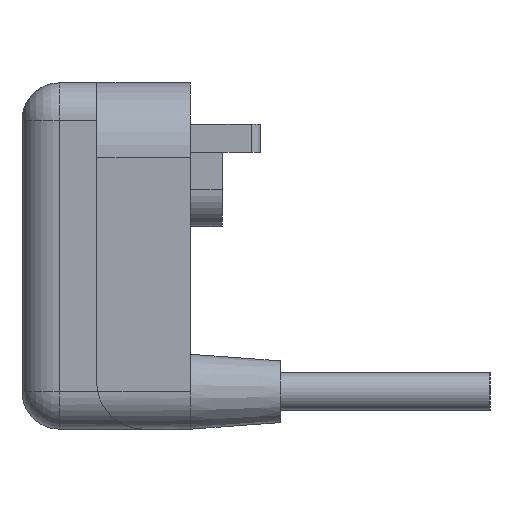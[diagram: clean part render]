
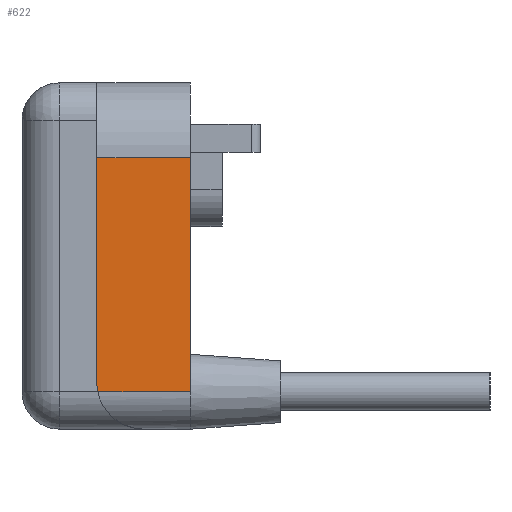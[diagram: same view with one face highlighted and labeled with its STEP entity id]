
A CAD part, left-side view. The second image highlights one B-rep face of the part: STEP entity #622.
In plain terms, the highlighted planar face has unit normal (-1, 0, 0).
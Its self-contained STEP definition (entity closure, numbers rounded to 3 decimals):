
#202 = ORIENTED_EDGE ( 'NONE', *, *, #715, .T. ) ;
#216 = FACE_OUTER_BOUND ( 'NONE', #2817, .T. ) ;
#347 = DIRECTION ( 'NONE',  ( 0., 0., 1. ) ) ;
#490 = VERTEX_POINT ( 'NONE', #2931 ) ;
#568 = LINE ( 'NONE', #4594, #3713 ) ;
#622 = ADVANCED_FACE ( 'NONE', ( #216 ), #3951, .T. ) ;
#715 = EDGE_CURVE ( 'NONE', #992, #5037, #3680, .T. ) ;
#733 = ORIENTED_EDGE ( 'NONE', *, *, #5079, .F. ) ;
#890 = DIRECTION ( 'NONE',  ( 0., -1., 0. ) ) ;
#982 = LINE ( 'NONE', #4704, #3945 ) ;
#992 = VERTEX_POINT ( 'NONE', #3769 ) ;
#1060 = LINE ( 'NONE', #2710, #1445 ) ;
#1097 = DIRECTION ( 'NONE',  ( -1., 0., 0. ) ) ;
#1256 = EDGE_CURVE ( 'NONE', #490, #1903, #1060, .T. ) ;
#1271 = CARTESIAN_POINT ( 'NONE',  ( -43., 0., -4. ) ) ;
#1445 = VECTOR ( 'NONE', #2300, 1000. ) ;
#1478 = DIRECTION ( 'NONE',  ( -1., 0., 0. ) ) ;
#1903 = VERTEX_POINT ( 'NONE', #1271 ) ;
#2032 = ORIENTED_EDGE ( 'NONE', *, *, #3913, .T. ) ;
#2051 = AXIS2_PLACEMENT_3D ( 'NONE', #3168, #1097, #3604 ) ;
#2239 = EDGE_CURVE ( 'NONE', #5037, #4239, #568, .T. ) ;
#2300 = DIRECTION ( 'NONE',  ( 0., 1., 0. ) ) ;
#2710 = CARTESIAN_POINT ( 'NONE',  ( -43., -5., -4. ) ) ;
#2752 = ORIENTED_EDGE ( 'NONE', *, *, #1256, .T. ) ;
#2817 = EDGE_LOOP ( 'NONE', ( #202, #4998, #2032, #2752, #733 ) ) ;
#2931 = CARTESIAN_POINT ( 'NONE',  ( -43., -5., -4. ) ) ;
#3104 = DIRECTION ( 'NONE',  ( 0., 0., 1. ) ) ;
#3168 = CARTESIAN_POINT ( 'NONE',  ( -43., -2.5, -16. ) ) ;
#3474 = CARTESIAN_POINT ( 'NONE',  ( -43., -5., -16.499 ) ) ;
#3508 = AXIS2_PLACEMENT_3D ( 'NONE', #3539, #1478, #4344 ) ;
#3539 = CARTESIAN_POINT ( 'NONE',  ( -43., -5., -11.75 ) ) ;
#3604 = DIRECTION ( 'NONE',  ( 0., 0., -1. ) ) ;
#3657 = CARTESIAN_POINT ( 'NONE',  ( -43., -0.051, -16.5 ) ) ;
#3680 = CIRCLE ( 'NONE', #2051, 2.5 ) ;
#3713 = VECTOR ( 'NONE', #890, 1000. ) ;
#3769 = CARTESIAN_POINT ( 'NONE',  ( -43., 0., -16. ) ) ;
#3913 = EDGE_CURVE ( 'NONE', #4239, #490, #982, .T. ) ;
#3945 = VECTOR ( 'NONE', #3104, 1000. ) ;
#3951 = PLANE ( 'NONE',  #3508 ) ;
#4041 = VECTOR ( 'NONE', #347, 1000. ) ;
#4089 = CARTESIAN_POINT ( 'NONE',  ( -43., 0., -11.75 ) ) ;
#4239 = VERTEX_POINT ( 'NONE', #3474 ) ;
#4344 = DIRECTION ( 'NONE',  ( 0., 0., 1. ) ) ;
#4594 = CARTESIAN_POINT ( 'NONE',  ( -43., -5., -16.5 ) ) ;
#4704 = CARTESIAN_POINT ( 'NONE',  ( -43., -5., -11.75 ) ) ;
#4872 = LINE ( 'NONE', #4089, #4041 ) ;
#4998 = ORIENTED_EDGE ( 'NONE', *, *, #2239, .T. ) ;
#5037 = VERTEX_POINT ( 'NONE', #3657 ) ;
#5079 = EDGE_CURVE ( 'NONE', #992, #1903, #4872, .T. ) ;
